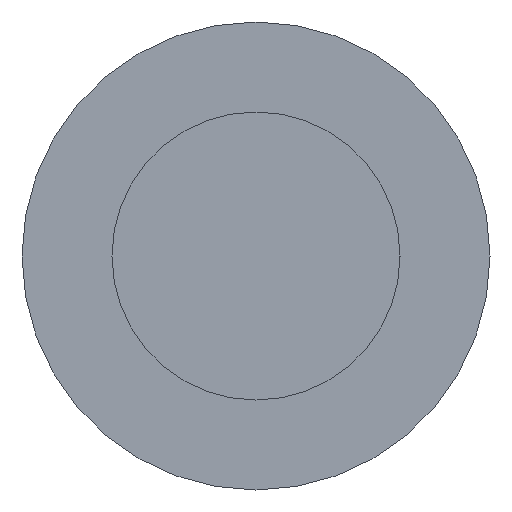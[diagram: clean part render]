
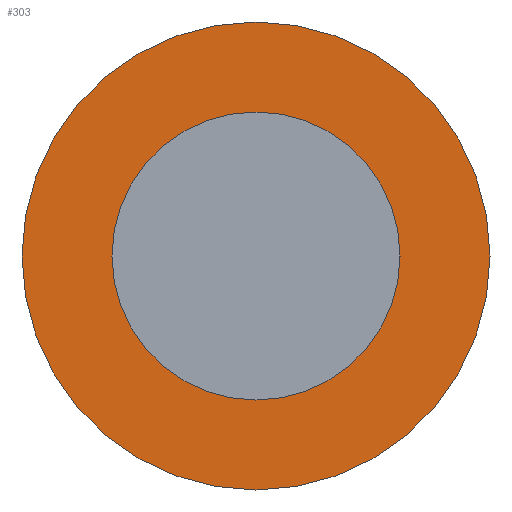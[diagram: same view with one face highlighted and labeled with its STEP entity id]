
A CAD part, left-side view. The second image highlights one B-rep face of the part: STEP entity #303.
In plain terms, the highlighted planar face has unit normal (-1, 0, 0).
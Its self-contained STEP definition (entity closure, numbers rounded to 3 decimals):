
#2 = VERTEX_POINT ( 'NONE', #146 ) ;
#20 = ORIENTED_EDGE ( 'NONE', *, *, #55, .F. ) ;
#21 = EDGE_LOOP ( 'NONE', ( #204, #20 ) ) ;
#26 = CARTESIAN_POINT ( 'NONE',  ( 83.7, 0., 0. ) ) ;
#49 = DIRECTION ( 'NONE',  ( -1., 0., 0. ) ) ;
#50 = CARTESIAN_POINT ( 'NONE',  ( 83.7, 0., -8. ) ) ;
#55 = EDGE_CURVE ( 'NONE', #184, #2, #77, .T. ) ;
#57 = DIRECTION ( 'NONE',  ( -1., 0., 0. ) ) ;
#69 = EDGE_CURVE ( 'NONE', #113, #337, #259, .T. ) ;
#74 = ORIENTED_EDGE ( 'NONE', *, *, #379, .T. ) ;
#77 = CIRCLE ( 'NONE', #345, 8. ) ;
#78 = EDGE_LOOP ( 'NONE', ( #105, #74 ) ) ;
#84 = DIRECTION ( 'NONE',  ( 0., 0., -1. ) ) ;
#92 = DIRECTION ( 'NONE',  ( 0., 0., 1. ) ) ;
#105 = ORIENTED_EDGE ( 'NONE', *, *, #69, .T. ) ;
#106 = FACE_BOUND ( 'NONE', #21, .T. ) ;
#113 = VERTEX_POINT ( 'NONE', #191 ) ;
#118 = CIRCLE ( 'NONE', #222, 13. ) ;
#123 = CARTESIAN_POINT ( 'NONE',  ( 83.7, 0., 0. ) ) ;
#146 = CARTESIAN_POINT ( 'NONE',  ( 83.7, 0., 8. ) ) ;
#175 = FACE_OUTER_BOUND ( 'NONE', #78, .T. ) ;
#184 = VERTEX_POINT ( 'NONE', #50 ) ;
#191 = CARTESIAN_POINT ( 'NONE',  ( 83.7, 0., 13. ) ) ;
#199 = CIRCLE ( 'NONE', #233, 8. ) ;
#204 = ORIENTED_EDGE ( 'NONE', *, *, #336, .F. ) ;
#222 = AXIS2_PLACEMENT_3D ( 'NONE', #263, #57, #92 ) ;
#232 = DIRECTION ( 'NONE',  ( 0., 0., 1. ) ) ;
#233 = AXIS2_PLACEMENT_3D ( 'NONE', #26, #351, #232 ) ;
#249 = CARTESIAN_POINT ( 'NONE',  ( 83.7, 0., 0. ) ) ;
#255 = PLANE ( 'NONE',  #287 ) ;
#259 = CIRCLE ( 'NONE', #267, 13. ) ;
#263 = CARTESIAN_POINT ( 'NONE',  ( 83.7, 0., 0. ) ) ;
#267 = AXIS2_PLACEMENT_3D ( 'NONE', #249, #49, #405 ) ;
#287 = AXIS2_PLACEMENT_3D ( 'NONE', #288, #342, #84 ) ;
#288 = CARTESIAN_POINT ( 'NONE',  ( 83.7, 8., 0. ) ) ;
#292 = CARTESIAN_POINT ( 'NONE',  ( 83.7, 0., -13. ) ) ;
#303 = ADVANCED_FACE ( 'NONE', ( #106, #175 ), #255, .F. ) ;
#318 = DIRECTION ( 'NONE',  ( 0., 0., 1. ) ) ;
#336 = EDGE_CURVE ( 'NONE', #2, #184, #199, .T. ) ;
#337 = VERTEX_POINT ( 'NONE', #292 ) ;
#342 = DIRECTION ( 'NONE',  ( 1., 0., 0. ) ) ;
#345 = AXIS2_PLACEMENT_3D ( 'NONE', #123, #370, #318 ) ;
#351 = DIRECTION ( 'NONE',  ( -1., 0., 0. ) ) ;
#370 = DIRECTION ( 'NONE',  ( -1., 0., 0. ) ) ;
#379 = EDGE_CURVE ( 'NONE', #337, #113, #118, .T. ) ;
#405 = DIRECTION ( 'NONE',  ( 0., 0., 1. ) ) ;
